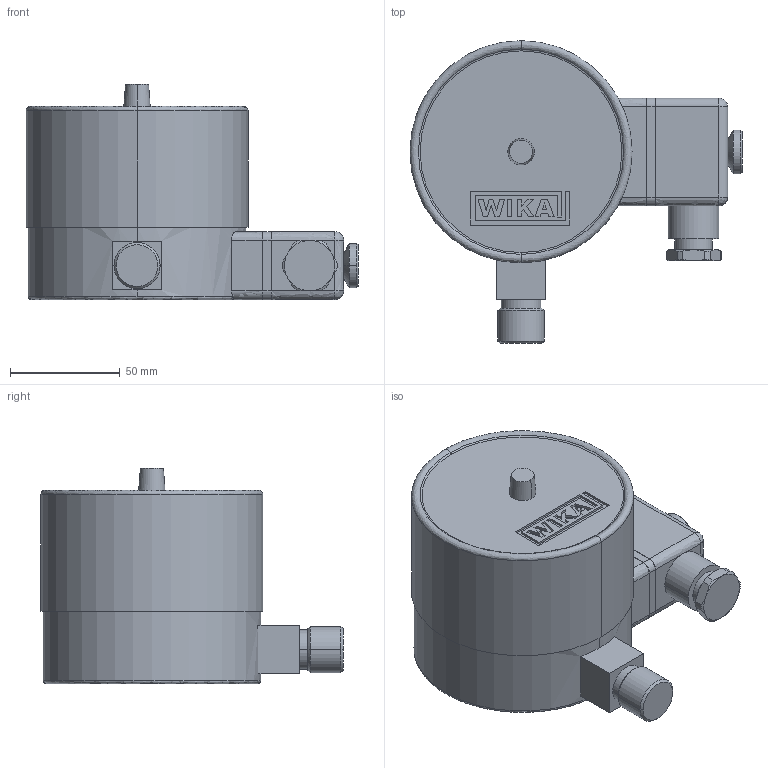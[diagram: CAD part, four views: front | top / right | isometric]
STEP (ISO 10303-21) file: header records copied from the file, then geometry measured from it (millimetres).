
FILE_DESCRIPTION((''),'2;1');
FILE_NAME('PB2_2743_821_3_________2063743','2009-04-06T',('HOFMANRO'),(''),'PRO/ENGINEER BY PARAMETRIC TECHNOLOGY CORPORATION, 2008250','PRO/ENGINEER BY PARAMETRIC TECHNOLOGY CORPORATION, 2008250','');
FILE_SCHEMA(('AUTOMOTIVE_DESIGN_CC2 { 1 2 10303 214 -1 1 5 2 }'));
Length unit declared in the file: millimetre
Products named in the file (1): PB2_2743_821_3_________2063743
Bounding box: 151 x 137.5 x 98 mm (x, y, z)
Volume: 781960.1 mm3; surface area: 57360.2 mm2
Topology: 2 solids, 2 shells, 181 faces, 443 edges, 282 vertices
Faces by surface type: bspline 181
Entity records: 7961 total; most frequent: CARTESIAN_POINT 2763, ORIENTED_EDGE 886, DIRECTION 538, PRESENTATION_STYLE_ASSIGNMENT 450, STYLED_ITEM 445, CURVE_STYLE 443, EDGE_CURVE 443, VECTOR 288
